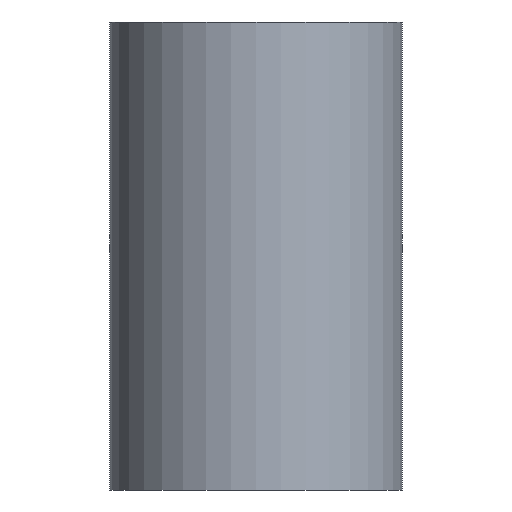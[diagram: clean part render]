
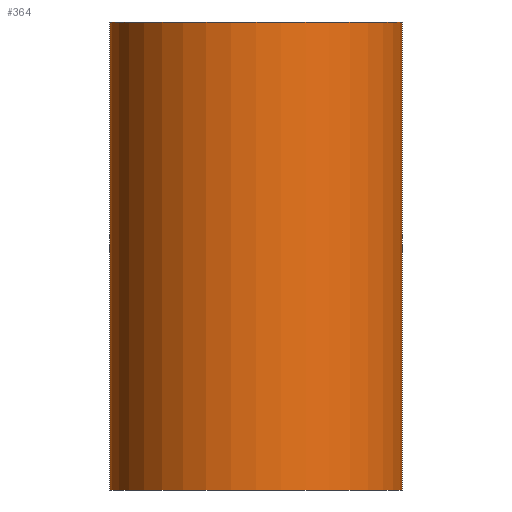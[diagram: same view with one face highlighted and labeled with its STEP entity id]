
A CAD part, front view. The second image highlights one B-rep face of the part: STEP entity #364.
In plain terms, the highlighted cylindrical face has radius 7.938 mm (diameter 15.875 mm), a partial arc.
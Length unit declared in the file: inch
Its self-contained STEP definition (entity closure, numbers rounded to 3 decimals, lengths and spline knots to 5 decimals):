
#8 = EDGE_LOOP ( 'NONE', ( #64, #323, #175, #235 ) ) ;
#35 = DIRECTION ( 'NONE',  ( 0., 0., 1. ) ) ;
#52 = VECTOR ( 'NONE', #35, 39.37008 ) ;
#59 = CARTESIAN_POINT ( 'NONE',  ( 0.3125, 0., 0. ) ) ;
#62 = CARTESIAN_POINT ( 'NONE',  ( -0.3125, 0., 0. ) ) ;
#64 = ORIENTED_EDGE ( 'NONE', *, *, #326, .F. ) ;
#73 = VERTEX_POINT ( 'NONE', #59 ) ;
#76 = FACE_OUTER_BOUND ( 'NONE', #8, .T. ) ;
#94 = EDGE_CURVE ( 'NONE', #115, #73, #312, .T. ) ;
#102 = CARTESIAN_POINT ( 'NONE',  ( 0., 0., -1. ) ) ;
#111 = DIRECTION ( 'NONE',  ( 1., 0., 0. ) ) ;
#115 = VERTEX_POINT ( 'NONE', #62 ) ;
#143 = AXIS2_PLACEMENT_3D ( 'NONE', #214, #272, #244 ) ;
#144 = DIRECTION ( 'NONE',  ( 0., 0., 1. ) ) ;
#145 = VERTEX_POINT ( 'NONE', #370 ) ;
#165 = VECTOR ( 'NONE', #144, 39.37008 ) ;
#175 = ORIENTED_EDGE ( 'NONE', *, *, #250, .T. ) ;
#187 = DIRECTION ( 'NONE',  ( 0., 0., 1. ) ) ;
#200 = VERTEX_POINT ( 'NONE', #340 ) ;
#202 = CYLINDRICAL_SURFACE ( 'NONE', #245, 0.3125 ) ;
#214 = CARTESIAN_POINT ( 'NONE',  ( 0., 0., 0. ) ) ;
#235 = ORIENTED_EDGE ( 'NONE', *, *, #94, .F. ) ;
#244 = DIRECTION ( 'NONE',  ( 1., 0., 0. ) ) ;
#245 = AXIS2_PLACEMENT_3D ( 'NONE', #267, #295, #111 ) ;
#250 = EDGE_CURVE ( 'NONE', #145, #73, #381, .T. ) ;
#259 = LINE ( 'NONE', #322, #165 ) ;
#267 = CARTESIAN_POINT ( 'NONE',  ( 0., 0., -1. ) ) ;
#272 = DIRECTION ( 'NONE',  ( 0., 0., 1. ) ) ;
#280 = EDGE_CURVE ( 'NONE', #200, #145, #313, .T. ) ;
#295 = DIRECTION ( 'NONE',  ( 0., 0., 1. ) ) ;
#311 = DIRECTION ( 'NONE',  ( 1., 0., 0. ) ) ;
#312 = CIRCLE ( 'NONE', #143, 0.3125 ) ;
#313 = CIRCLE ( 'NONE', #333, 0.3125 ) ;
#322 = CARTESIAN_POINT ( 'NONE',  ( -0.3125, 0., -1. ) ) ;
#323 = ORIENTED_EDGE ( 'NONE', *, *, #280, .T. ) ;
#326 = EDGE_CURVE ( 'NONE', #200, #115, #259, .T. ) ;
#333 = AXIS2_PLACEMENT_3D ( 'NONE', #102, #187, #311 ) ;
#340 = CARTESIAN_POINT ( 'NONE',  ( -0.3125, 0., -1. ) ) ;
#364 = ADVANCED_FACE ( 'NONE', ( #76 ), #202, .T. ) ;
#370 = CARTESIAN_POINT ( 'NONE',  ( 0.3125, 0., -1. ) ) ;
#376 = CARTESIAN_POINT ( 'NONE',  ( 0.3125, 0., -1. ) ) ;
#381 = LINE ( 'NONE', #376, #52 ) ;
